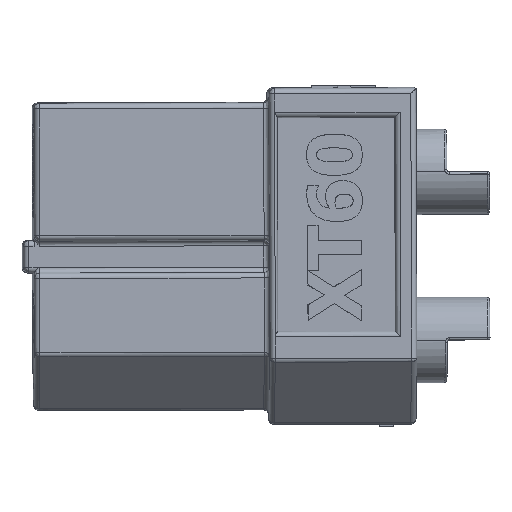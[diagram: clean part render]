
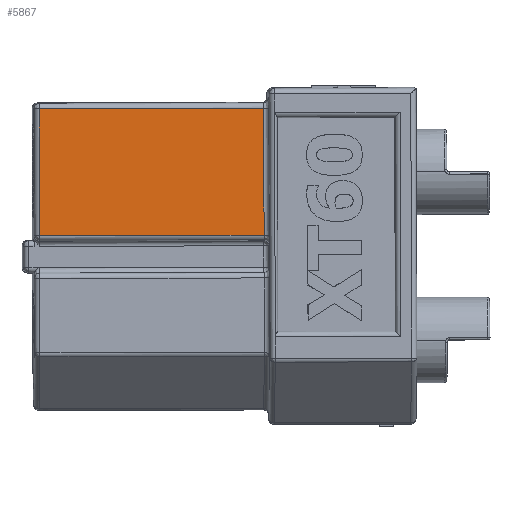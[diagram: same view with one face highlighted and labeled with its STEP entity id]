
A CAD part, top view. The second image highlights one B-rep face of the part: STEP entity #5867.
In plain terms, the highlighted face is planar.
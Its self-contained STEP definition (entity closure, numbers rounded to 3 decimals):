
#752 = EDGE_LOOP ( 'NONE', ( #5150, #5148, #5151, #5149 ) ) ;
#885 = VERTEX_POINT ( 'NONE', #3342 ) ;
#887 = VERTEX_POINT ( 'NONE', #3344 ) ;
#897 = VERTEX_POINT ( 'NONE', #3354 ) ;
#899 = VERTEX_POINT ( 'NONE', #3356 ) ;
#1320 = VECTOR ( 'NONE', #12523, 1000. ) ;
#1323 = VECTOR ( 'NONE', #12532, 1000. ) ;
#1329 = VECTOR ( 'NONE', #12547, 1000. ) ;
#1335 = VECTOR ( 'NONE', #12562, 1000. ) ;
#3342 = CARTESIAN_POINT ( 'NONE',  ( 7.448, 0.93, 18.125 ) ) ;
#3344 = CARTESIAN_POINT ( 'NONE',  ( 7.448, 6.867, 18.125 ) ) ;
#3354 = CARTESIAN_POINT ( 'NONE',  ( 7.448, 0.93, 28.625 ) ) ;
#3356 = CARTESIAN_POINT ( 'NONE',  ( 7.448, 6.867, 28.625 ) ) ;
#5148 = ORIENTED_EDGE ( 'NONE', *, *, #5653, .F. ) ;
#5149 = ORIENTED_EDGE ( 'NONE', *, *, #5648, .F. ) ;
#5150 = ORIENTED_EDGE ( 'NONE', *, *, #5658, .F. ) ;
#5151 = ORIENTED_EDGE ( 'NONE', *, *, #5645, .F. ) ;
#5645 = EDGE_CURVE ( 'NONE', #897, #899, #12521, .T. ) ;
#5648 = EDGE_CURVE ( 'NONE', #885, #897, #12530, .T. ) ;
#5653 = EDGE_CURVE ( 'NONE', #899, #887, #12545, .T. ) ;
#5658 = EDGE_CURVE ( 'NONE', #887, #885, #12560, .T. ) ;
#5867 = ADVANCED_FACE ( 'NONE', ( #15028 ), #14615, .F. ) ;
#12521 = LINE ( 'NONE', #12522, #1320 ) ;
#12522 = CARTESIAN_POINT ( 'NONE',  ( 7.448, 7.117, 28.625 ) ) ;
#12523 = DIRECTION ( 'NONE',  ( 0., 1., 0. ) ) ;
#12530 = LINE ( 'NONE', #12531, #1323 ) ;
#12531 = CARTESIAN_POINT ( 'NONE',  ( 7.448, 0.93, 29.375 ) ) ;
#12532 = DIRECTION ( 'NONE',  ( 0., 0., 1. ) ) ;
#12545 = LINE ( 'NONE', #12546, #1329 ) ;
#12546 = CARTESIAN_POINT ( 'NONE',  ( 7.448, 6.867, 29.375 ) ) ;
#12547 = DIRECTION ( 'NONE',  ( 0., 0., -1. ) ) ;
#12560 = LINE ( 'NONE', #12561, #1335 ) ;
#12561 = CARTESIAN_POINT ( 'NONE',  ( 7.448, 5.508, 18.125 ) ) ;
#12562 = DIRECTION ( 'NONE',  ( 0., -1., 0. ) ) ;
#14615 = PLANE ( 'NONE',  #15038 ) ;
#14616 = CARTESIAN_POINT ( 'NONE',  ( 7.448, 7.117, 29.375 ) ) ;
#14617 = DIRECTION ( 'NONE',  ( -1., 0., 0. ) ) ;
#14618 = DIRECTION ( 'NONE',  ( 0., 0., 1. ) ) ;
#15028 = FACE_OUTER_BOUND ( 'NONE', #752, .T. ) ;
#15038 = AXIS2_PLACEMENT_3D ( 'NONE', #14616, #14617, #14618 ) ;
